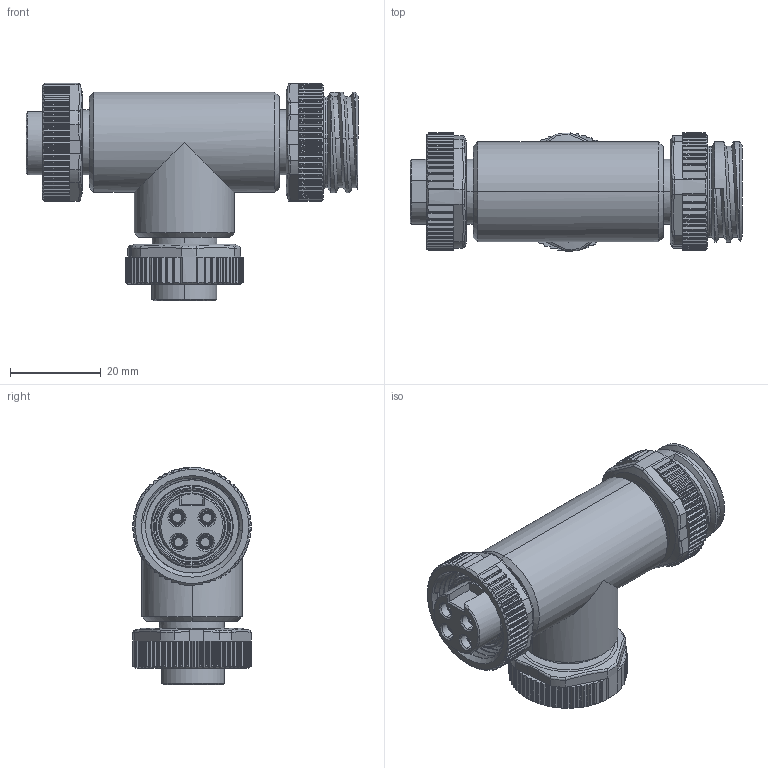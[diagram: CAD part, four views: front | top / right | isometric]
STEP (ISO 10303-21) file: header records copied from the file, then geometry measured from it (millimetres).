
FILE_DESCRIPTION(('CATIA V5 STEP Exchange','CAx-IF Rec.Pracs.--- Model Styling and Organization---1.4--- 2014-01-23'),'2;1');
FILE_NAME ('012996-3_0', '2020-11-16T06:26:57+00:00', ('none'), ('Weidmueller'), 'CATIA Version 5-6 Release 2016 SP3 HF44', 'CATIA V5 STEP AP214', 'none');
FILE_SCHEMA(('AUTOMOTIVE_DESIGN { 1 0 10303 214 1 1 1 1 }'));
Length unit declared in the file: millimetre
Products named in the file (1): 1413930000
Bounding box: 73 x 25.99 x 47.79 mm (x, y, z)
Volume: 33229 mm3; surface area: 16133.3 mm2
Topology: 8 solids, 8 shells, 2095 faces, 5730 edges, 3704 vertices
Faces by surface type: cylinder 1078, plane 811, cone 92, torus 70, bspline 44
Entity records: 74609 total; most frequent: CARTESIAN_POINT 25954, ORIENTED_EDGE 11460, DIRECTION 7812, EDGE_CURVE 5730, VERTEX_POINT 3704, AXIS2_PLACEMENT_3D 3192, VECTOR 2624, LINE 2624
